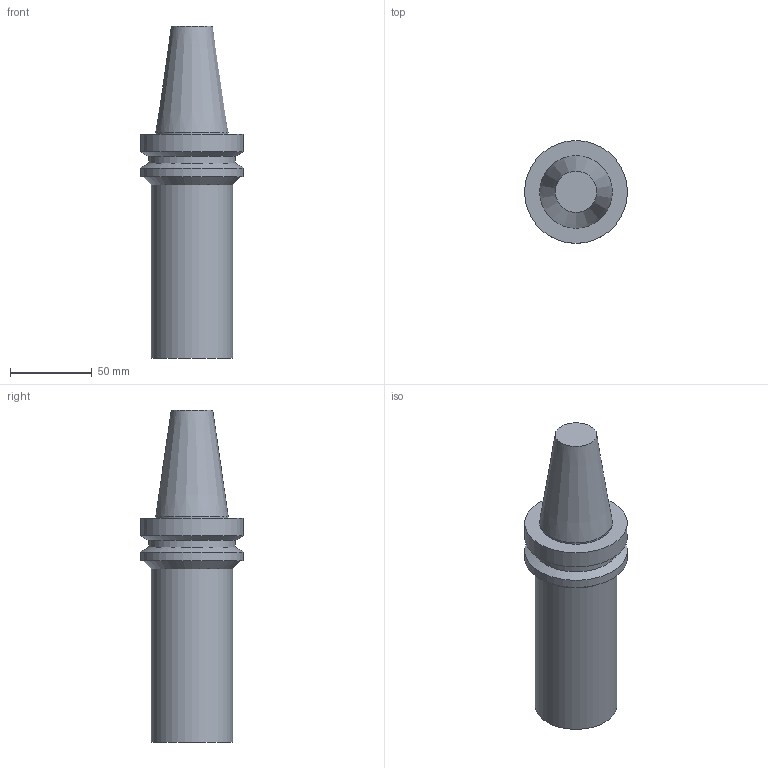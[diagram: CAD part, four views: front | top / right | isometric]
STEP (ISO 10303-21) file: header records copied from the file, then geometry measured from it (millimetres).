
FILE_DESCRIPTION((''),'1');
FILE_NAME('BBT40-CK5-195.stp','2012-05-17T02:13:01',(''),(''),'Spatial Interop R18','Kubotek KeyCreator V8.5.1 (14335)',' ');
FILE_SCHEMA(('CONFIG_CONTROL_DESIGN'));
Length unit declared in the file: millimetre
Products named in the file (1): 1
Bounding box: 63 x 63 x 203.4 mm (x, y, z)
Volume: 360251.8 mm3; surface area: 35559.8 mm2
Topology: 1 solids, 1 shells, 13 faces, 21 edges, 12 vertices
Faces by surface type: cylinder 5, plane 4, cone 4
Full cylindrical faces by diameter (mm): 44.45 x1, 50 x1, 53 x1, 63 x2
Entity records: 298 total; most frequent: DIRECTION 52, CARTESIAN_POINT 38, AXIS2_PLACEMENT_3D 26, EDGE_LOOP 24, ORIENTED_EDGE 24, FACE_BOUND 20, ADVANCED_FACE 13, EDGE_CURVE 12
